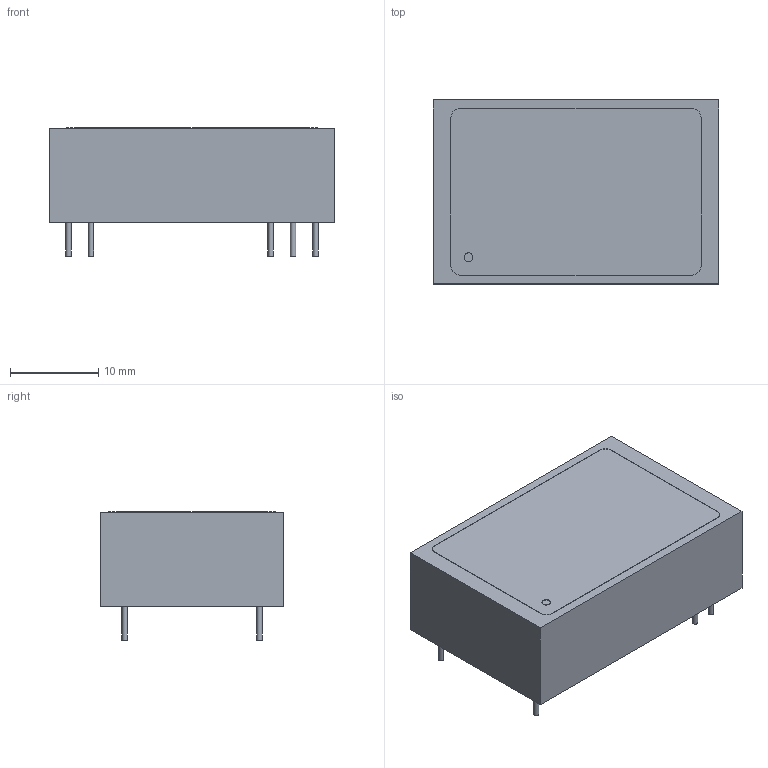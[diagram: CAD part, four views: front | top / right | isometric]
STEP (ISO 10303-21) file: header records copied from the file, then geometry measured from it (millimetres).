
FILE_DESCRIPTION(/* description */ (''),/* implementation_level */ '2;1');
FILE_NAME(/* name */ 'DCDC_TRACO_THM10.stp',/* time_stamp */ '2017-05-17T13:37:07+02:00',/* author */ ('jchouvet'),/* organization */ (''),/* preprocessor_version */ 'ST-DEVELOPER v16.1',/* originating_system */ 'AutoCAD Mechanical',/* authorisation */ '');
FILE_SCHEMA (('AUTOMOTIVE_DESIGN { 1 0 10303 214 3 1 1 }'));
Length unit declared in the file: millimetre
Products named in the file (1): Product
Bounding box: 32.3 x 20.8 x 14.5 mm (x, y, z)
Volume: 7189.2 mm3; surface area: 3596.1 mm2
Topology: 10 solids, 10 shells, 41 faces, 70 edges, 49 vertices
Faces by surface type: plane 28, cylinder 13
Full cylindrical faces by diameter (mm): 0.6 x7, 1 x2
Entity records: 919 total; most frequent: DIRECTION 164, CARTESIAN_POINT 138, ORIENTED_EDGE 108, AXIS2_PLACEMENT_3D 68, EDGE_CURVE 54, EDGE_LOOP 52, VERTEX_POINT 42, FACE_OUTER_BOUND 41
